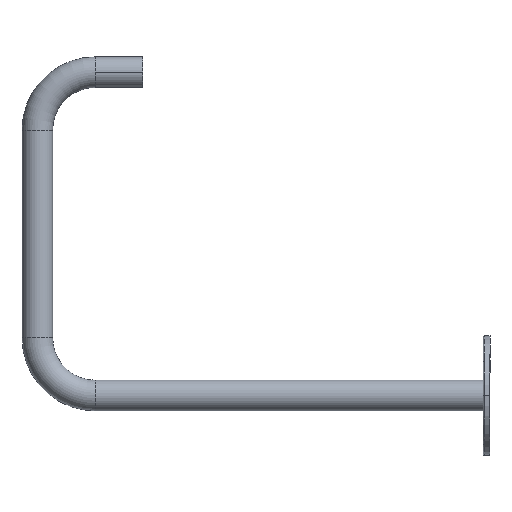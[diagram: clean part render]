
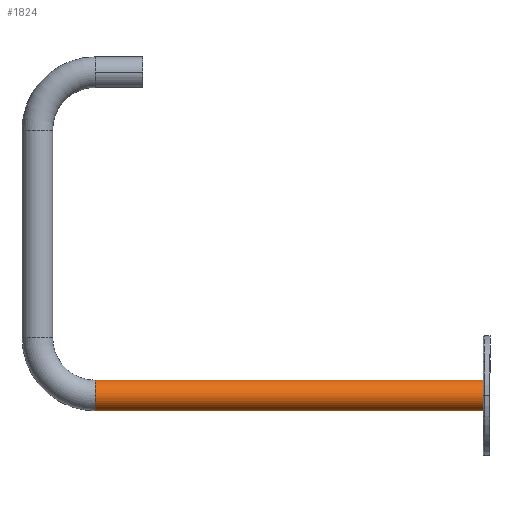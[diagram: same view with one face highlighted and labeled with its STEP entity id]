
A CAD part, left-side view. The second image highlights one B-rep face of the part: STEP entity #1824.
In plain terms, the highlighted cylindrical face has radius 9 mm (diameter 18 mm), a partial arc.
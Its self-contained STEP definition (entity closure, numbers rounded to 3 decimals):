
#685 = EDGE_CURVE ( 'NONE', #6592, #4463, #2163, .T. ) ;
#733 = AXIS2_PLACEMENT_3D ( 'NONE', #4478, #7001, #974 ) ;
#961 = EDGE_CURVE ( 'NONE', #4463, #7882, #1067, .T. ) ;
#974 = DIRECTION ( 'NONE',  ( 1., 0., 0. ) ) ;
#1067 = LINE ( 'NONE', #6105, #4088 ) ;
#1075 = EDGE_CURVE ( 'NONE', #10734, #7882, #2367, .T. ) ;
#1148 = AXIS2_PLACEMENT_3D ( 'NONE', #6437, #8940, #1343 ) ;
#1315 = ORIENTED_EDGE ( 'NONE', *, *, #961, .T. ) ;
#1343 = DIRECTION ( 'NONE',  ( 1., 0., 0. ) ) ;
#1824 = ADVANCED_FACE ( 'NONE', ( #3181 ), #7851, .T. ) ;
#1985 = DIRECTION ( 'NONE',  ( 1., 0., 0. ) ) ;
#2163 = CIRCLE ( 'NONE', #733, 9. ) ;
#2351 = CARTESIAN_POINT ( 'NONE',  ( 86.727, -34., 0. ) ) ;
#2367 = CIRCLE ( 'NONE', #1148, 9. ) ;
#2820 = DIRECTION ( 'NONE',  ( 0., -1., 0. ) ) ;
#3045 = ORIENTED_EDGE ( 'NONE', *, *, #1075, .F. ) ;
#3181 = FACE_OUTER_BOUND ( 'NONE', #9558, .T. ) ;
#4088 = VECTOR ( 'NONE', #9496, 1000. ) ;
#4281 = CARTESIAN_POINT ( 'NONE',  ( 95.727, -34., 0. ) ) ;
#4463 = VERTEX_POINT ( 'NONE', #4281 ) ;
#4478 = CARTESIAN_POINT ( 'NONE',  ( 86.727, -34., 0. ) ) ;
#4479 = AXIS2_PLACEMENT_3D ( 'NONE', #2351, #2820, #1985 ) ;
#5470 = ORIENTED_EDGE ( 'NONE', *, *, #685, .T. ) ;
#6105 = CARTESIAN_POINT ( 'NONE',  ( 95.727, -34., 0. ) ) ;
#6123 = ORIENTED_EDGE ( 'NONE', *, *, #6157, .F. ) ;
#6157 = EDGE_CURVE ( 'NONE', #6592, #10734, #9081, .T. ) ;
#6437 = CARTESIAN_POINT ( 'NONE',  ( 86.727, -262., 0. ) ) ;
#6592 = VERTEX_POINT ( 'NONE', #10105 ) ;
#7001 = DIRECTION ( 'NONE',  ( 0., -1., 0. ) ) ;
#7851 = CYLINDRICAL_SURFACE ( 'NONE', #4479, 9. ) ;
#7882 = VERTEX_POINT ( 'NONE', #10751 ) ;
#8940 = DIRECTION ( 'NONE',  ( 0., -1., 0. ) ) ;
#8972 = CARTESIAN_POINT ( 'NONE',  ( 77.727, -34., 0. ) ) ;
#9081 = LINE ( 'NONE', #8972, #9762 ) ;
#9250 = CARTESIAN_POINT ( 'NONE',  ( 77.727, -262., 0. ) ) ;
#9496 = DIRECTION ( 'NONE',  ( 0., -1., 0. ) ) ;
#9558 = EDGE_LOOP ( 'NONE', ( #6123, #5470, #1315, #3045 ) ) ;
#9762 = VECTOR ( 'NONE', #10856, 1000. ) ;
#10105 = CARTESIAN_POINT ( 'NONE',  ( 77.727, -34., 0. ) ) ;
#10734 = VERTEX_POINT ( 'NONE', #9250 ) ;
#10751 = CARTESIAN_POINT ( 'NONE',  ( 95.727, -262., 0. ) ) ;
#10856 = DIRECTION ( 'NONE',  ( 0., -1., 0. ) ) ;
